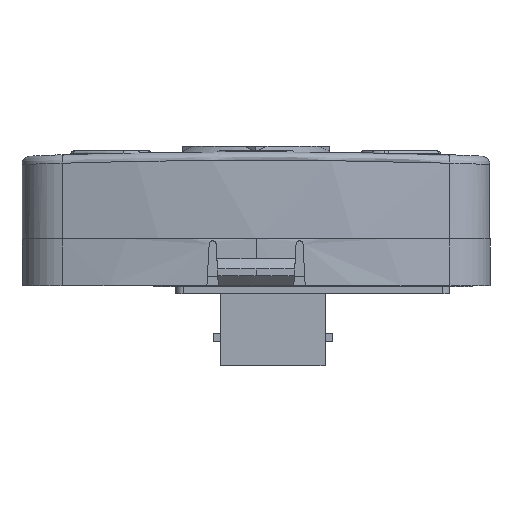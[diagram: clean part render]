
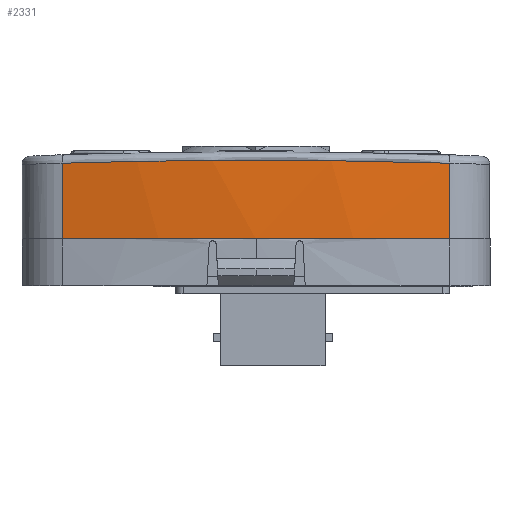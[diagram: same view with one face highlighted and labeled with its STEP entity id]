
A CAD part, front view. The second image highlights one B-rep face of the part: STEP entity #2331.
In plain terms, the highlighted cylindrical face has radius 141.667 mm (diameter 283.333 mm), a partial arc.
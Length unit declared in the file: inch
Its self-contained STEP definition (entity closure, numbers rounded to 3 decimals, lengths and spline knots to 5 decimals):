
#101 = CARTESIAN_POINT ( 'NONE',  ( 0.95233, 0.53019, 0.09965 ) ) ;
#1738 = VECTOR ( 'NONE', #44869, 39.37008 ) ;
#2223 = CARTESIAN_POINT ( 'NONE',  ( 1.14134, 0.52441, 0.06012 ) ) ;
#2331 = ADVANCED_FACE ( 'NONE', ( #44292 ), #13896, .T. ) ;
#2416 = VECTOR ( 'NONE', #26585, 39.37008 ) ;
#3897 = CARTESIAN_POINT ( 'NONE',  ( 0.38332, 0.54036, 0.16828 ) ) ;
#4156 = VERTEX_POINT ( 'NONE', #17938 ) ;
#4696 = B_SPLINE_CURVE_WITH_KNOTS ( 'NONE', 3,
 ( #18207, #101, #35390, #3897, #14535, #18060, #42813, #25148, #11131, #39386, #20989, #45743 ),
 .UNSPECIFIED., .F., .F.,
 ( 4, 2, 2, 2, 2, 4 ),
 ( 0., 0.01451, 0.02902, 0.04353, 0.05079, 0.05805 ),
 .UNSPECIFIED. ) ;
#7398 = VERTEX_POINT ( 'NONE', #11185 ) ;
#7602 = VERTEX_POINT ( 'NONE', #2223 ) ;
#7903 = EDGE_CURVE ( 'NONE', #7602, #7398, #4696, .T. ) ;
#8700 = CARTESIAN_POINT ( 'NONE',  ( 1.14134, -38.91732, 0.06012 ) ) ;
#9801 = DIRECTION ( 'NONE',  ( 0., 0., -1. ) ) ;
#10545 = LINE ( 'NONE', #31090, #1738 ) ;
#11131 = CARTESIAN_POINT ( 'NONE',  ( -0.76198, 0.53421, 0.12683 ) ) ;
#11141 = DIRECTION ( 'NONE',  ( 0., 0., -1. ) ) ;
#11185 = CARTESIAN_POINT ( 'NONE',  ( -1.14213, 0.52441, 0.06012 ) ) ;
#11615 = AXIS2_PLACEMENT_3D ( 'NONE', #30160, #16122, #9801 ) ;
#13896 = CYLINDRICAL_SURFACE ( 'NONE', #38362, 5.57743 ) ;
#14535 = CARTESIAN_POINT ( 'NONE',  ( 0.19313, 0.54182, 0.17813 ) ) ;
#15440 = EDGE_LOOP ( 'NONE', ( #33546, #30398, #38506, #21745 ) ) ;
#16122 = DIRECTION ( 'NONE',  ( 0., -1., 0. ) ) ;
#17273 = LINE ( 'NONE', #8700, #2416 ) ;
#17938 = CARTESIAN_POINT ( 'NONE',  ( -1.14213, 0.07874, 0.06012 ) ) ;
#18060 = CARTESIAN_POINT ( 'NONE',  ( -0.18804, 0.54185, 0.17833 ) ) ;
#18207 = CARTESIAN_POINT ( 'NONE',  ( 1.14134, 0.52441, 0.06012 ) ) ;
#18527 = DIRECTION ( 'NONE',  ( 0., -1., 0. ) ) ;
#18699 = EDGE_CURVE ( 'NONE', #45404, #4156, #25383, .T. ) ;
#20989 = CARTESIAN_POINT ( 'NONE',  ( -1.04762, 0.5273, 0.07988 ) ) ;
#21745 = ORIENTED_EDGE ( 'NONE', *, *, #18699, .F. ) ;
#25148 = CARTESIAN_POINT ( 'NONE',  ( -0.66607, 0.53604, 0.1392 ) ) ;
#25383 = CIRCLE ( 'NONE', #11615, 5.57743 ) ;
#26585 = DIRECTION ( 'NONE',  ( 0., -1., 0. ) ) ;
#27191 = EDGE_CURVE ( 'NONE', #7602, #45404, #17273, .T. ) ;
#30160 = CARTESIAN_POINT ( 'NONE',  ( -0.00039, 0.07874, -5.3992 ) ) ;
#30398 = ORIENTED_EDGE ( 'NONE', *, *, #7903, .T. ) ;
#31090 = CARTESIAN_POINT ( 'NONE',  ( -1.14213, -38.91732, 0.06012 ) ) ;
#33546 = ORIENTED_EDGE ( 'NONE', *, *, #27191, .F. ) ;
#35390 = CARTESIAN_POINT ( 'NONE',  ( 0.76292, 0.53454, 0.12904 ) ) ;
#38362 = AXIS2_PLACEMENT_3D ( 'NONE', #39396, #18527, #11141 ) ;
#38506 = ORIENTED_EDGE ( 'NONE', *, *, #40379, .T. ) ;
#39386 = CARTESIAN_POINT ( 'NONE',  ( -0.95269, 0.52984, 0.09718 ) ) ;
#39396 = CARTESIAN_POINT ( 'NONE',  ( -0.00039, -38.91732, -5.3992 ) ) ;
#40379 = EDGE_CURVE ( 'NONE', #7398, #4156, #10545, .T. ) ;
#42146 = CARTESIAN_POINT ( 'NONE',  ( 1.14134, 0.07874, 0.06012 ) ) ;
#42813 = CARTESIAN_POINT ( 'NONE',  ( -0.37901, 0.54042, 0.16869 ) ) ;
#44292 = FACE_OUTER_BOUND ( 'NONE', #15440, .T. ) ;
#44869 = DIRECTION ( 'NONE',  ( 0., -1., 0. ) ) ;
#45404 = VERTEX_POINT ( 'NONE', #42146 ) ;
#45743 = CARTESIAN_POINT ( 'NONE',  ( -1.14213, 0.52441, 0.06012 ) ) ;
